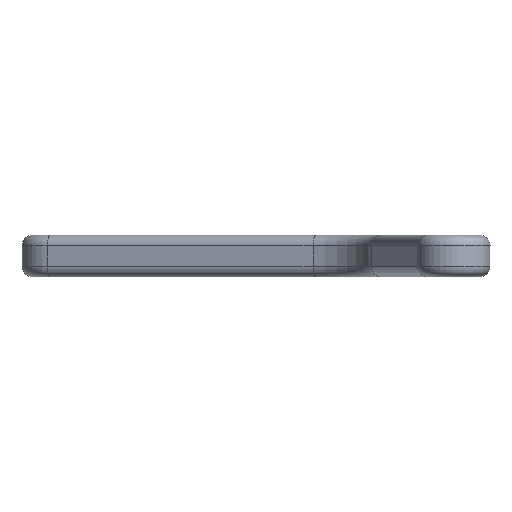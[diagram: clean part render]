
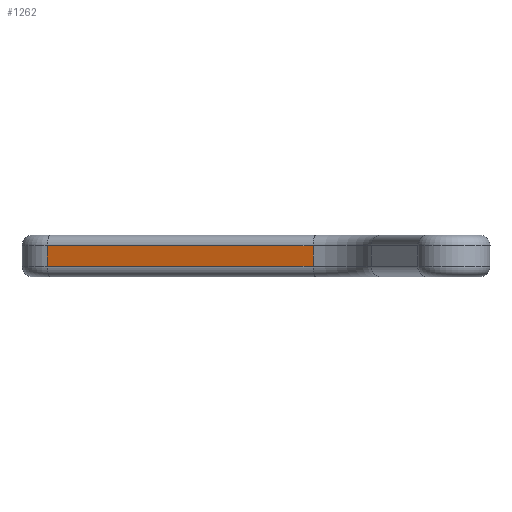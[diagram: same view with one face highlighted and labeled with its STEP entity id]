
A CAD part, left-side view. The second image highlights one B-rep face of the part: STEP entity #1262.
In plain terms, the highlighted planar face has unit normal (-0.958, 0.287, 0).
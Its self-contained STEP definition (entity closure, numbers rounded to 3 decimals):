
#32=PLANE('',#1467);
#82=LINE('',#2313,#146);
#86=LINE('',#2324,#150);
#87=LINE('',#2328,#151);
#88=LINE('',#2329,#152);
#146=VECTOR('',#1879,10.);
#150=VECTOR('',#1891,10.);
#151=VECTOR('',#1896,10.);
#152=VECTOR('',#1897,10.);
#262=FACE_OUTER_BOUND('',#352,.T.);
#352=EDGE_LOOP('',(#1083,#1084,#1085,#1086));
#591=VERTEX_POINT('',#2307);
#592=VERTEX_POINT('',#2311);
#595=VERTEX_POINT('',#2323);
#596=VERTEX_POINT('',#2327);
#757=EDGE_CURVE('',#592,#591,#82,.T.);
#762=EDGE_CURVE('',#591,#595,#86,.T.);
#764=EDGE_CURVE('',#592,#596,#87,.T.);
#765=EDGE_CURVE('',#595,#596,#88,.T.);
#1083=ORIENTED_EDGE('',*,*,#757,.F.);
#1084=ORIENTED_EDGE('',*,*,#764,.T.);
#1085=ORIENTED_EDGE('',*,*,#765,.F.);
#1086=ORIENTED_EDGE('',*,*,#762,.F.);
#1262=ADVANCED_FACE('',(#262),#32,.T.);
#1467=AXIS2_PLACEMENT_3D('',#2326,#1894,#1895);
#1879=DIRECTION('',(-0.287,-0.958,0.));
#1891=DIRECTION('',(0.,0.,-1.));
#1894=DIRECTION('center_axis',(-0.958,0.287,0.));
#1895=DIRECTION('ref_axis',(0.287,0.958,0.));
#1896=DIRECTION('',(0.,0.,-1.));
#1897=DIRECTION('',(0.287,0.958,0.));
#2307=CARTESIAN_POINT('',(-5.415,-4.106,-19.5));
#2311=CARTESIAN_POINT('',(2.215,21.384,-19.5));
#2313=CARTESIAN_POINT('',(-5.813,-5.437,-19.5));
#2323=CARTESIAN_POINT('',(-5.415,-4.106,-21.5));
#2324=CARTESIAN_POINT('',(-5.415,-4.106,-18.5));
#2326=CARTESIAN_POINT('Origin',(-6.841,-8.872,-18.5));
#2327=CARTESIAN_POINT('',(2.215,21.384,-21.5));
#2328=CARTESIAN_POINT('',(2.215,21.384,-18.5));
#2329=CARTESIAN_POINT('',(-5.813,-5.437,-21.5));
